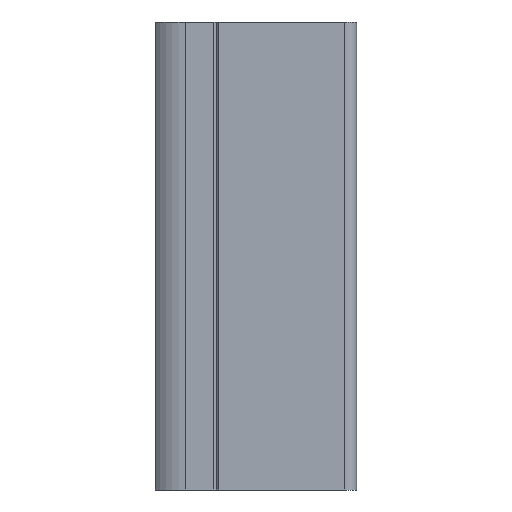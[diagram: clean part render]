
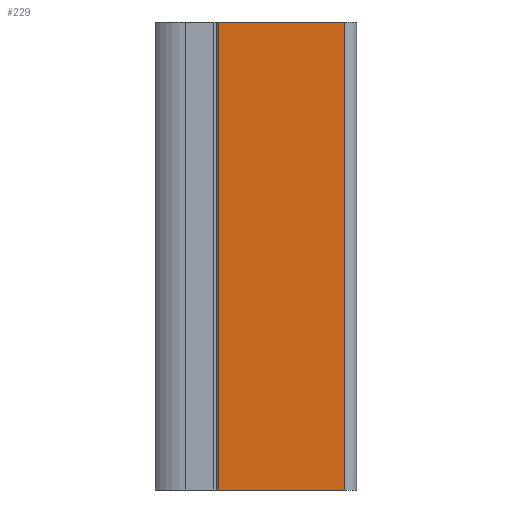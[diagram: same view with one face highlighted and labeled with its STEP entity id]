
A CAD part, left-side view. The second image highlights one B-rep face of the part: STEP entity #229.
In plain terms, the highlighted planar face has unit normal (-1, 0, 0).
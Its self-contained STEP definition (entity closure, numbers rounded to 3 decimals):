
#174=CARTESIAN_POINT('',(25.,29.499,0.0));
#175=VERTEX_POINT('',#174);
#182=CARTESIAN_POINT('',(25.,29.499,100.0));
#183=VERTEX_POINT('',#182);
#184=CARTESIAN_POINT('',(25.,29.499,100.0));
#185=DIRECTION('',(0.0,0.0,-1.0));
#186=VECTOR('',#185,100.0);
#187=LINE('',#184,#186);
#188=EDGE_CURVE('',#183,#175,#187,.T.);
#199=CARTESIAN_POINT('',(25.,29.499,100.0));
#200=DIRECTION('',(1.0,0.0,0.0));
#201=DIRECTION('',(0.0,-1.0,0.0));
#202=AXIS2_PLACEMENT_3D('',#199,#200,#201);
#203=PLANE('',#202);
#204=ORIENTED_EDGE('',*,*,#188,.T.);
#205=CARTESIAN_POINT('',(25.,2.5,0.0));
#206=VERTEX_POINT('',#205);
#207=CARTESIAN_POINT('',(25.,29.499,0.0));
#208=DIRECTION('',(0.0,-1.0,0.0));
#209=VECTOR('',#208,26.999);
#210=LINE('',#207,#209);
#211=EDGE_CURVE('',#175,#206,#210,.T.);
#212=ORIENTED_EDGE('',*,*,#211,.T.);
#213=CARTESIAN_POINT('',(25.,2.5,100.0));
#214=VERTEX_POINT('',#213);
#215=CARTESIAN_POINT('',(25.,2.5,100.0));
#216=DIRECTION('',(0.0,0.0,-1.0));
#217=VECTOR('',#216,100.0);
#218=LINE('',#215,#217);
#219=EDGE_CURVE('',#214,#206,#218,.T.);
#220=ORIENTED_EDGE('',*,*,#219,.F.);
#221=CARTESIAN_POINT('',(25.,29.499,100.0));
#222=DIRECTION('',(0.0,-1.0,0.0));
#223=VECTOR('',#222,26.999);
#224=LINE('',#221,#223);
#225=EDGE_CURVE('',#183,#214,#224,.T.);
#226=ORIENTED_EDGE('',*,*,#225,.F.);
#227=EDGE_LOOP('',(#204,#212,#220,#226));
#228=FACE_OUTER_BOUND('',#227,.T.);
#229=ADVANCED_FACE('',(#228),#203,.F.);
